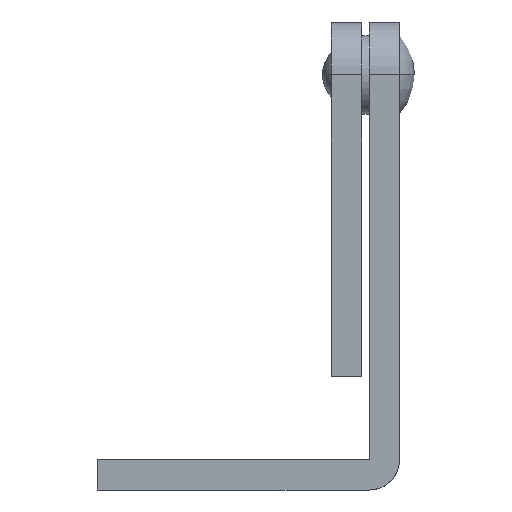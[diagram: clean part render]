
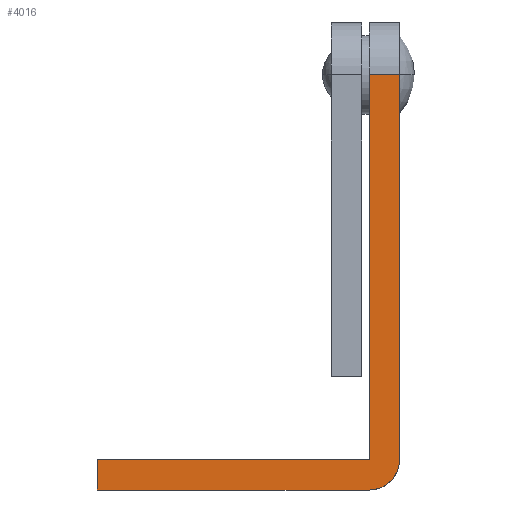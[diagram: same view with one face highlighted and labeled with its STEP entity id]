
A CAD part, left-side view. The second image highlights one B-rep face of the part: STEP entity #4016.
In plain terms, the highlighted planar face has unit normal (-1, 0, 0).
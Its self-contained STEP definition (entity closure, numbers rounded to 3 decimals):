
#1395 = DIRECTION ( 'NONE',  ( 0., 0., 1. ) ) ;
#1396 = VECTOR ( 'NONE', #1395, 1000. ) ;
#1397 = CARTESIAN_POINT ( 'NONE',  ( -3.5, 2., -27.5 ) ) ;
#1398 = LINE ( 'NONE', #1397, #1396 ) ;
#1460 = CARTESIAN_POINT ( 'NONE',  ( -3.5, 2., 0. ) ) ;
#1472 = CARTESIAN_POINT ( 'NONE',  ( -3.5, 2., -25.5 ) ) ;
#1512 = CARTESIAN_POINT ( 'NONE',  ( -3.5, 20., -27.5 ) ) ;
#1513 = DIRECTION ( 'NONE',  ( 0., -1., 0. ) ) ;
#1514 = VECTOR ( 'NONE', #1513, 1000. ) ;
#1515 = CARTESIAN_POINT ( 'NONE',  ( -3.5, 2., -27.5 ) ) ;
#1516 = LINE ( 'NONE', #1515, #1514 ) ;
#1523 = CARTESIAN_POINT ( 'NONE',  ( -3.5, 20., -25.5 ) ) ;
#1524 = DIRECTION ( 'NONE',  ( 0., 0., -1. ) ) ;
#1525 = VECTOR ( 'NONE', #1524, 1000. ) ;
#1526 = CARTESIAN_POINT ( 'NONE',  ( -3.5, 20., -25.5 ) ) ;
#1527 = LINE ( 'NONE', #1526, #1525 ) ;
#1539 = CARTESIAN_POINT ( 'NONE',  ( -3.5, 0., -25.5 ) ) ;
#1540 = CARTESIAN_POINT ( 'NONE',  ( -3.5, 0., 0. ) ) ;
#1541 = DIRECTION ( 'NONE',  ( 0., 0., 1. ) ) ;
#1542 = VECTOR ( 'NONE', #1541, 1000. ) ;
#1543 = CARTESIAN_POINT ( 'NONE',  ( -3.5, 0., -27.5 ) ) ;
#1544 = LINE ( 'NONE', #1543, #1542 ) ;
#1576 = DIRECTION ( 'NONE',  ( 0., -1., 0. ) ) ;
#1577 = VECTOR ( 'NONE', #1576, 1000. ) ;
#1578 = CARTESIAN_POINT ( 'NONE',  ( -3.5, 2., 0. ) ) ;
#1579 = LINE ( 'NONE', #1578, #1577 ) ;
#1580 = DIRECTION ( 'NONE',  ( 0., 1., 0. ) ) ;
#1581 = VECTOR ( 'NONE', #1580, 1000. ) ;
#1582 = CARTESIAN_POINT ( 'NONE',  ( -3.5, 2., -25.5 ) ) ;
#1587 = LINE ( 'NONE', #1582, #1581 ) ;
#1601 = CARTESIAN_POINT ( 'NONE',  ( -3.5, 2., -27.5 ) ) ;
#1611 = DIRECTION ( 'NONE',  ( 0., 0., -1. ) ) ;
#1612 = DIRECTION ( 'NONE',  ( 1., 0., 0. ) ) ;
#1613 = CARTESIAN_POINT ( 'NONE',  ( -3.5, 2., -27.5 ) ) ;
#1614 = AXIS2_PLACEMENT_3D ( 'NONE', #1613, #1612, #1611 ) ;
#1615 = PLANE ( 'NONE',  #1614 ) ;
#1616 = FACE_OUTER_BOUND ( 'NONE', #3951, .T. ) ;
#1617 = DIRECTION ( 'NONE',  ( 0., 0., -1. ) ) ;
#1618 = DIRECTION ( 'NONE',  ( -1., 0., 0. ) ) ;
#1619 = CARTESIAN_POINT ( 'NONE',  ( -3.5, 2., -25.5 ) ) ;
#1620 = AXIS2_PLACEMENT_3D ( 'NONE', #1619, #1618, #1617 ) ;
#1621 = CIRCLE ( 'NONE', #1620, 2. ) ;
#3910 = EDGE_CURVE ( 'NONE', #3939, #3912, #1398, .T. ) ;
#3912 = VERTEX_POINT ( 'NONE', #1460 ) ;
#3939 = VERTEX_POINT ( 'NONE', #1472 ) ;
#3951 = EDGE_LOOP ( 'NONE', ( #4014, #4015, #3998, #3999, #3997, #3994, #3990 ) ) ;
#3955 = EDGE_CURVE ( 'NONE', #3957, #4022, #1516, .T. ) ;
#3957 = VERTEX_POINT ( 'NONE', #1512 ) ;
#3976 = EDGE_CURVE ( 'NONE', #3978, #3977, #1544, .T. ) ;
#3977 = VERTEX_POINT ( 'NONE', #1540 ) ;
#3978 = VERTEX_POINT ( 'NONE', #1539 ) ;
#3987 = EDGE_CURVE ( 'NONE', #3989, #3957, #1527, .T. ) ;
#3989 = VERTEX_POINT ( 'NONE', #1523 ) ;
#3990 = ORIENTED_EDGE ( 'NONE', *, *, #3987, .T. ) ;
#3994 = ORIENTED_EDGE ( 'NONE', *, *, #3995, .T. ) ;
#3995 = EDGE_CURVE ( 'NONE', #3939, #3989, #1587, .T. ) ;
#3996 = EDGE_CURVE ( 'NONE', #3912, #3977, #1579, .T. ) ;
#3997 = ORIENTED_EDGE ( 'NONE', *, *, #3910, .F. ) ;
#3998 = ORIENTED_EDGE ( 'NONE', *, *, #3976, .T. ) ;
#3999 = ORIENTED_EDGE ( 'NONE', *, *, #3996, .F. ) ;
#4013 = EDGE_CURVE ( 'NONE', #4022, #3978, #1621, .T. ) ;
#4014 = ORIENTED_EDGE ( 'NONE', *, *, #3955, .T. ) ;
#4015 = ORIENTED_EDGE ( 'NONE', *, *, #4013, .T. ) ;
#4016 = ADVANCED_FACE ( 'NONE', ( #1616 ), #1615, .F. ) ;
#4022 = VERTEX_POINT ( 'NONE', #1601 ) ;
